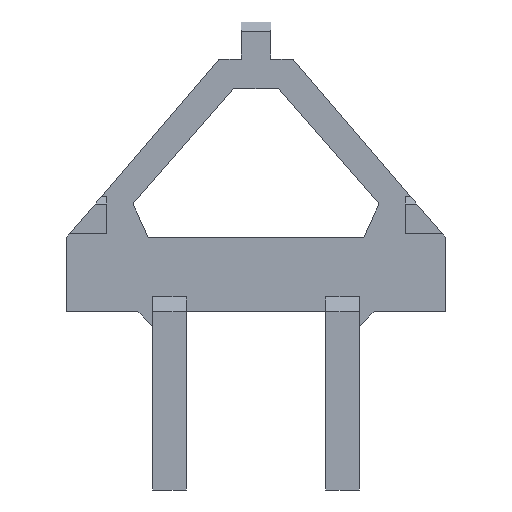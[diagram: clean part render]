
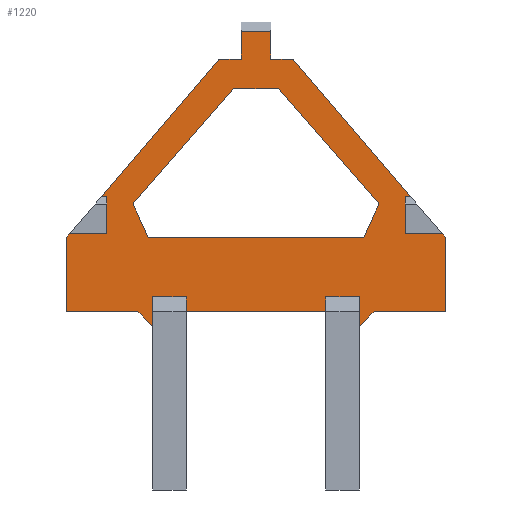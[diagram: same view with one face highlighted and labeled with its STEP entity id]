
A CAD part, left-side view. The second image highlights one B-rep face of the part: STEP entity #1220.
In plain terms, the highlighted planar face has unit normal (-1, 0, 0).
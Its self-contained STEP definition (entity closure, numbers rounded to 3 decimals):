
#20=FACE_BOUND('',#105,.T.);
#41=FACE_OUTER_BOUND('',#104,.T.);
#104=EDGE_LOOP('',(#841,#842,#843,#844,#845,#846,#847,#848,#849,#850,#851,
#852,#853,#854,#855,#856,#857,#858,#859,#860,#861,#862,#863,#864,#865,#866,
#867,#868));
#105=EDGE_LOOP('',(#869,#870,#871,#872,#873,#874));
#163=LINE('',#1666,#334);
#170=LINE('',#1679,#341);
#176=LINE('',#1696,#347);
#181=LINE('',#1705,#352);
#182=LINE('',#1708,#353);
#186=LINE('',#1717,#357);
#189=LINE('',#1723,#360);
#190=LINE('',#1725,#361);
#191=LINE('',#1727,#362);
#192=LINE('',#1729,#363);
#193=LINE('',#1731,#364);
#194=LINE('',#1733,#365);
#195=LINE('',#1735,#366);
#196=LINE('',#1737,#367);
#197=LINE('',#1739,#368);
#198=LINE('',#1741,#369);
#199=LINE('',#1743,#370);
#200=LINE('',#1745,#371);
#201=LINE('',#1747,#372);
#202=LINE('',#1749,#373);
#203=LINE('',#1751,#374);
#204=LINE('',#1753,#375);
#205=LINE('',#1755,#376);
#206=LINE('',#1757,#377);
#207=LINE('',#1759,#378);
#208=LINE('',#1761,#379);
#209=LINE('',#1762,#380);
#210=LINE('',#1763,#381);
#211=LINE('',#1766,#382);
#212=LINE('',#1768,#383);
#213=LINE('',#1770,#384);
#214=LINE('',#1772,#385);
#215=LINE('',#1774,#386);
#216=LINE('',#1775,#387);
#334=VECTOR('',#1358,10.);
#341=VECTOR('',#1367,10.);
#347=VECTOR('',#1385,10.);
#352=VECTOR('',#1392,10.);
#353=VECTOR('',#1395,10.);
#357=VECTOR('',#1401,10.);
#360=VECTOR('',#1406,10.);
#361=VECTOR('',#1407,10.);
#362=VECTOR('',#1408,10.);
#363=VECTOR('',#1409,10.);
#364=VECTOR('',#1410,10.);
#365=VECTOR('',#1411,10.);
#366=VECTOR('',#1412,10.);
#367=VECTOR('',#1413,10.);
#368=VECTOR('',#1414,10.);
#369=VECTOR('',#1415,10.);
#370=VECTOR('',#1416,10.);
#371=VECTOR('',#1417,10.);
#372=VECTOR('',#1418,10.);
#373=VECTOR('',#1419,10.);
#374=VECTOR('',#1420,10.);
#375=VECTOR('',#1421,10.);
#376=VECTOR('',#1422,10.);
#377=VECTOR('',#1423,10.);
#378=VECTOR('',#1424,10.);
#379=VECTOR('',#1425,10.);
#380=VECTOR('',#1426,10.);
#381=VECTOR('',#1427,10.);
#382=VECTOR('',#1428,10.);
#383=VECTOR('',#1429,10.);
#384=VECTOR('',#1430,10.);
#385=VECTOR('',#1431,10.);
#386=VECTOR('',#1432,10.);
#387=VECTOR('',#1433,10.);
#505=VERTEX_POINT('',#1663);
#506=VERTEX_POINT('',#1665);
#511=VERTEX_POINT('',#1677);
#516=VERTEX_POINT('',#1695);
#519=VERTEX_POINT('',#1703);
#520=VERTEX_POINT('',#1707);
#523=VERTEX_POINT('',#1714);
#524=VERTEX_POINT('',#1716);
#526=VERTEX_POINT('',#1722);
#527=VERTEX_POINT('',#1724);
#528=VERTEX_POINT('',#1726);
#529=VERTEX_POINT('',#1728);
#530=VERTEX_POINT('',#1730);
#531=VERTEX_POINT('',#1732);
#532=VERTEX_POINT('',#1734);
#533=VERTEX_POINT('',#1736);
#534=VERTEX_POINT('',#1738);
#535=VERTEX_POINT('',#1740);
#536=VERTEX_POINT('',#1742);
#537=VERTEX_POINT('',#1744);
#538=VERTEX_POINT('',#1746);
#539=VERTEX_POINT('',#1748);
#540=VERTEX_POINT('',#1750);
#541=VERTEX_POINT('',#1752);
#542=VERTEX_POINT('',#1754);
#543=VERTEX_POINT('',#1756);
#544=VERTEX_POINT('',#1758);
#545=VERTEX_POINT('',#1760);
#546=VERTEX_POINT('',#1764);
#547=VERTEX_POINT('',#1765);
#548=VERTEX_POINT('',#1767);
#549=VERTEX_POINT('',#1769);
#550=VERTEX_POINT('',#1771);
#551=VERTEX_POINT('',#1773);
#623=EDGE_CURVE('',#505,#506,#163,.T.);
#630=EDGE_CURVE('',#511,#505,#170,.T.);
#638=EDGE_CURVE('',#506,#516,#176,.T.);
#643=EDGE_CURVE('',#511,#519,#181,.T.);
#644=EDGE_CURVE('',#520,#516,#182,.T.);
#648=EDGE_CURVE('',#523,#524,#186,.T.);
#651=EDGE_CURVE('',#523,#526,#189,.T.);
#652=EDGE_CURVE('',#526,#527,#190,.T.);
#653=EDGE_CURVE('',#527,#528,#191,.T.);
#654=EDGE_CURVE('',#529,#528,#192,.T.);
#655=EDGE_CURVE('',#530,#529,#193,.T.);
#656=EDGE_CURVE('',#531,#530,#194,.T.);
#657=EDGE_CURVE('',#531,#532,#195,.T.);
#658=EDGE_CURVE('',#533,#532,#196,.T.);
#659=EDGE_CURVE('',#533,#534,#197,.T.);
#660=EDGE_CURVE('',#535,#534,#198,.T.);
#661=EDGE_CURVE('',#535,#536,#199,.T.);
#662=EDGE_CURVE('',#537,#536,#200,.T.);
#663=EDGE_CURVE('',#537,#538,#201,.T.);
#664=EDGE_CURVE('',#539,#538,#202,.T.);
#665=EDGE_CURVE('',#540,#539,#203,.T.);
#666=EDGE_CURVE('',#541,#540,#204,.T.);
#667=EDGE_CURVE('',#542,#541,#205,.T.);
#668=EDGE_CURVE('',#542,#543,#206,.T.);
#669=EDGE_CURVE('',#543,#544,#207,.T.);
#670=EDGE_CURVE('',#545,#544,#208,.T.);
#671=EDGE_CURVE('',#520,#545,#209,.T.);
#672=EDGE_CURVE('',#519,#524,#210,.T.);
#673=EDGE_CURVE('',#546,#547,#211,.T.);
#674=EDGE_CURVE('',#548,#546,#212,.T.);
#675=EDGE_CURVE('',#549,#548,#213,.T.);
#676=EDGE_CURVE('',#550,#549,#214,.T.);
#677=EDGE_CURVE('',#551,#550,#215,.T.);
#678=EDGE_CURVE('',#547,#551,#216,.T.);
#841=ORIENTED_EDGE('',*,*,#648,.F.);
#842=ORIENTED_EDGE('',*,*,#651,.T.);
#843=ORIENTED_EDGE('',*,*,#652,.T.);
#844=ORIENTED_EDGE('',*,*,#653,.T.);
#845=ORIENTED_EDGE('',*,*,#654,.F.);
#846=ORIENTED_EDGE('',*,*,#655,.F.);
#847=ORIENTED_EDGE('',*,*,#656,.F.);
#848=ORIENTED_EDGE('',*,*,#657,.T.);
#849=ORIENTED_EDGE('',*,*,#658,.F.);
#850=ORIENTED_EDGE('',*,*,#659,.T.);
#851=ORIENTED_EDGE('',*,*,#660,.F.);
#852=ORIENTED_EDGE('',*,*,#661,.T.);
#853=ORIENTED_EDGE('',*,*,#662,.F.);
#854=ORIENTED_EDGE('',*,*,#663,.T.);
#855=ORIENTED_EDGE('',*,*,#664,.F.);
#856=ORIENTED_EDGE('',*,*,#665,.F.);
#857=ORIENTED_EDGE('',*,*,#666,.F.);
#858=ORIENTED_EDGE('',*,*,#667,.F.);
#859=ORIENTED_EDGE('',*,*,#668,.T.);
#860=ORIENTED_EDGE('',*,*,#669,.T.);
#861=ORIENTED_EDGE('',*,*,#670,.F.);
#862=ORIENTED_EDGE('',*,*,#671,.F.);
#863=ORIENTED_EDGE('',*,*,#644,.T.);
#864=ORIENTED_EDGE('',*,*,#638,.F.);
#865=ORIENTED_EDGE('',*,*,#623,.F.);
#866=ORIENTED_EDGE('',*,*,#630,.F.);
#867=ORIENTED_EDGE('',*,*,#643,.T.);
#868=ORIENTED_EDGE('',*,*,#672,.T.);
#869=ORIENTED_EDGE('',*,*,#673,.F.);
#870=ORIENTED_EDGE('',*,*,#674,.F.);
#871=ORIENTED_EDGE('',*,*,#675,.F.);
#872=ORIENTED_EDGE('',*,*,#676,.F.);
#873=ORIENTED_EDGE('',*,*,#677,.F.);
#874=ORIENTED_EDGE('',*,*,#678,.F.);
#1161=PLANE('',#1297);
#1220=ADVANCED_FACE('',(#41,#20),#1161,.F.);
#1297=AXIS2_PLACEMENT_3D('',#1721,#1404,#1405);
#1358=DIRECTION('',(0.,-1.,0.));
#1367=DIRECTION('',(0.,0.,1.));
#1385=DIRECTION('',(0.,0.,-1.));
#1392=DIRECTION('',(0.,1.,0.));
#1395=DIRECTION('',(0.,1.,0.));
#1401=DIRECTION('',(0.,1.,0.));
#1404=DIRECTION('center_axis',(1.,0.,0.));
#1405=DIRECTION('ref_axis',(0.,1.,0.));
#1406=DIRECTION('',(0.,0.,-1.));
#1407=DIRECTION('',(0.,1.,0.));
#1408=DIRECTION('',(0.,0.649,-0.76));
#1409=DIRECTION('',(0.,0.,1.));
#1410=DIRECTION('',(0.,1.,0.));
#1411=DIRECTION('',(0.,0.707,0.707));
#1412=DIRECTION('',(0.,0.,1.));
#1413=DIRECTION('',(0.,1.,0.));
#1414=DIRECTION('',(0.,0.,-1.));
#1415=DIRECTION('',(0.,1.,0.));
#1416=DIRECTION('',(0.,0.,1.));
#1417=DIRECTION('',(0.,1.,0.));
#1418=DIRECTION('',(0.,0.,-1.));
#1419=DIRECTION('',(0.,0.707,-0.707));
#1420=DIRECTION('',(0.,1.,0.));
#1421=DIRECTION('',(0.,0.,-1.));
#1422=DIRECTION('',(0.,-0.649,-0.76));
#1423=DIRECTION('',(0.,1.,0.));
#1424=DIRECTION('',(0.,0.,1.));
#1425=DIRECTION('',(0.,1.,0.));
#1426=DIRECTION('',(0.,-0.649,-0.76));
#1427=DIRECTION('',(0.,0.649,-0.76));
#1428=DIRECTION('',(0.,1.,0.));
#1429=DIRECTION('',(0.,0.659,0.753));
#1430=DIRECTION('',(0.,-0.413,0.911));
#1431=DIRECTION('',(0.,-1.,0.));
#1432=DIRECTION('',(0.,-0.413,-0.911));
#1433=DIRECTION('',(0.,0.659,-0.753));
#1663=CARTESIAN_POINT('',(0.,27.5,37.75));
#1665=CARTESIAN_POINT('',(0.,23.5,37.75));
#1666=CARTESIAN_POINT('',(0.,25.5,37.75));
#1677=CARTESIAN_POINT('',(0.,27.5,34.));
#1679=CARTESIAN_POINT('',(0.,27.5,39.));
#1695=CARTESIAN_POINT('',(0.,23.5,34.));
#1696=CARTESIAN_POINT('',(0.,23.5,39.));
#1703=CARTESIAN_POINT('',(0.,30.5,34.));
#1705=CARTESIAN_POINT('',(0.,20.5,34.));
#1707=CARTESIAN_POINT('',(0.,20.5,34.));
#1708=CARTESIAN_POINT('',(0.,20.5,34.));
#1714=CARTESIAN_POINT('',(0.,45.563,15.5));
#1716=CARTESIAN_POINT('',(0.,46.302,15.5));
#1717=CARTESIAN_POINT('',(0.,35.531,15.5));
#1721=CARTESIAN_POINT('Origin',(0.,25.5,17.));
#1722=CARTESIAN_POINT('',(0.,45.563,10.5));
#1723=CARTESIAN_POINT('',(0.,45.563,13.75));
#1724=CARTESIAN_POINT('',(0.,50.573,10.5));
#1725=CARTESIAN_POINT('',(0.,38.036,10.5));
#1726=CARTESIAN_POINT('',(0.,51.,10.));
#1727=CARTESIAN_POINT('',(0.,30.5,34.));
#1728=CARTESIAN_POINT('',(0.,51.,0.));
#1729=CARTESIAN_POINT('',(0.,51.,0.));
#1730=CARTESIAN_POINT('',(0.,41.4,0.));
#1731=CARTESIAN_POINT('',(0.,0.,0.));
#1732=CARTESIAN_POINT('',(0.,39.4,-2.));
#1733=CARTESIAN_POINT('',(0.,41.175,-0.225));
#1734=CARTESIAN_POINT('',(0.,39.4,2.));
#1735=CARTESIAN_POINT('',(0.,39.4,-3.5));
#1736=CARTESIAN_POINT('',(0.,34.9,2.));
#1737=CARTESIAN_POINT('',(0.,32.45,2.));
#1738=CARTESIAN_POINT('',(0.,34.9,0.));
#1739=CARTESIAN_POINT('',(0.,34.9,8.5));
#1740=CARTESIAN_POINT('',(0.,16.1,0.));
#1741=CARTESIAN_POINT('',(0.,0.,0.));
#1742=CARTESIAN_POINT('',(0.,16.1,2.));
#1743=CARTESIAN_POINT('',(0.,16.1,-3.5));
#1744=CARTESIAN_POINT('',(0.,11.6,2.));
#1745=CARTESIAN_POINT('',(0.,20.8,2.));
#1746=CARTESIAN_POINT('',(0.,11.6,-2.));
#1747=CARTESIAN_POINT('',(0.,11.6,8.5));
#1748=CARTESIAN_POINT('',(0.,9.6,0.));
#1749=CARTESIAN_POINT('',(0.,9.825,-0.225));
#1750=CARTESIAN_POINT('',(0.,0.,0.));
#1751=CARTESIAN_POINT('',(0.,0.,0.));
#1752=CARTESIAN_POINT('',(0.,0.,10.));
#1753=CARTESIAN_POINT('',(0.,0.,10.));
#1754=CARTESIAN_POINT('',(0.,0.427,10.5));
#1755=CARTESIAN_POINT('',(0.,20.5,34.));
#1756=CARTESIAN_POINT('',(0.,5.437,10.5));
#1757=CARTESIAN_POINT('',(0.,15.469,10.5));
#1758=CARTESIAN_POINT('',(0.,5.438,15.5));
#1759=CARTESIAN_POINT('',(0.,5.438,15.75));
#1760=CARTESIAN_POINT('',(0.,4.698,15.5));
#1761=CARTESIAN_POINT('',(0.,14.672,15.5));
#1762=CARTESIAN_POINT('',(0.,20.5,34.));
#1763=CARTESIAN_POINT('',(0.,30.5,34.));
#1764=CARTESIAN_POINT('',(0.,22.5,30.));
#1765=CARTESIAN_POINT('',(0.,28.5,30.));
#1766=CARTESIAN_POINT('',(0.,25.5,30.));
#1767=CARTESIAN_POINT('',(0.,8.951,14.515));
#1768=CARTESIAN_POINT('',(0.,22.5,30.));
#1769=CARTESIAN_POINT('',(0.,11.,10.));
#1770=CARTESIAN_POINT('',(0.,10.409,11.303));
#1771=CARTESIAN_POINT('',(0.,40.,10.));
#1772=CARTESIAN_POINT('',(0.,51.,10.));
#1773=CARTESIAN_POINT('',(0.,42.049,14.515));
#1774=CARTESIAN_POINT('',(0.,40.591,11.303));
#1775=CARTESIAN_POINT('',(0.,28.5,30.));
